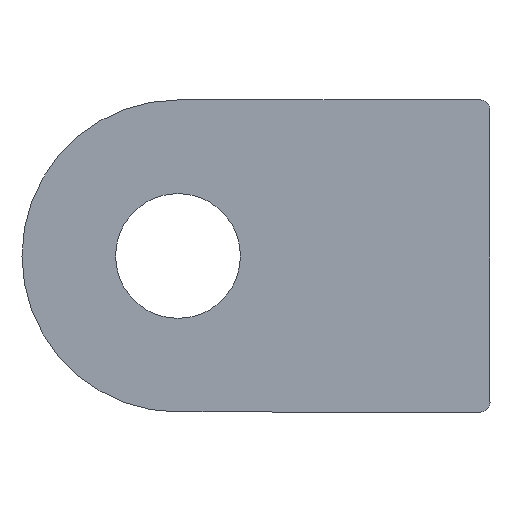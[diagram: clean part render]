
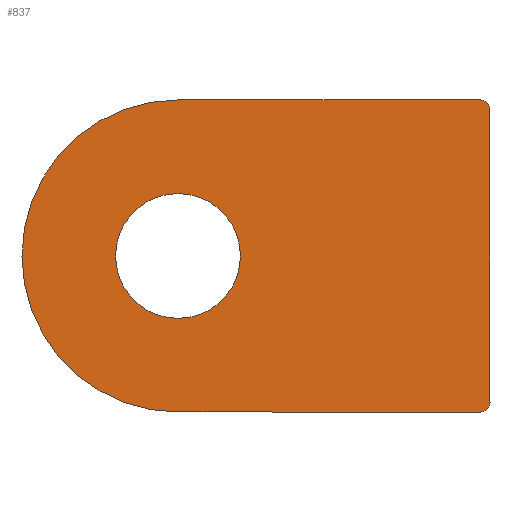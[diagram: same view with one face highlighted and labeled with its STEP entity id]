
A CAD part, front view. The second image highlights one B-rep face of the part: STEP entity #837.
In plain terms, the highlighted planar face has unit normal (0, -1, 0).
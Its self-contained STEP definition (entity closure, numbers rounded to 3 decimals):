
#22=FACE_BOUND('',#283,.T.);
#33=PLANE('',#959);
#99=LINE('',#1746,#146);
#100=LINE('',#1748,#147);
#101=LINE('',#1750,#148);
#146=VECTOR('',#1214,10.);
#147=VECTOR('',#1217,10.);
#148=VECTOR('',#1220,10.);
#226=FACE_OUTER_BOUND('',#282,.T.);
#282=EDGE_LOOP('',(#768,#769,#770,#771,#772,#773));
#283=EDGE_LOOP('',(#774));
#326=CIRCLE('',#920,1.6);
#336=CIRCLE('',#941,0.25);
#339=CIRCLE('',#946,0.25);
#343=CIRCLE('',#954,4.);
#397=VERTEX_POINT('',#1681);
#403=VERTEX_POINT('',#1714);
#404=VERTEX_POINT('',#1715);
#406=VERTEX_POINT('',#1724);
#407=VERTEX_POINT('',#1725);
#410=VERTEX_POINT('',#1740);
#411=VERTEX_POINT('',#1742);
#499=EDGE_CURVE('',#397,#397,#326,.T.);
#514=EDGE_CURVE('',#403,#404,#336,.T.);
#519=EDGE_CURVE('',#406,#407,#339,.T.);
#528=EDGE_CURVE('',#410,#411,#343,.T.);
#530=EDGE_CURVE('',#410,#407,#99,.T.);
#531=EDGE_CURVE('',#406,#404,#100,.T.);
#532=EDGE_CURVE('',#411,#403,#101,.T.);
#768=ORIENTED_EDGE('',*,*,#514,.F.);
#769=ORIENTED_EDGE('',*,*,#532,.F.);
#770=ORIENTED_EDGE('',*,*,#528,.F.);
#771=ORIENTED_EDGE('',*,*,#530,.T.);
#772=ORIENTED_EDGE('',*,*,#519,.F.);
#773=ORIENTED_EDGE('',*,*,#531,.T.);
#774=ORIENTED_EDGE('',*,*,#499,.F.);
#837=ADVANCED_FACE('',(#226,#22),#33,.F.);
#920=AXIS2_PLACEMENT_3D('',#1683,#1129,#1130);
#941=AXIS2_PLACEMENT_3D('',#1716,#1176,#1177);
#946=AXIS2_PLACEMENT_3D('',#1726,#1188,#1189);
#954=AXIS2_PLACEMENT_3D('',#1743,#1209,#1210);
#959=AXIS2_PLACEMENT_3D('',#1752,#1223,#1224);
#1129=DIRECTION('center_axis',(0.,-1.,0.));
#1130=DIRECTION('ref_axis',(1.,0.,0.));
#1176=DIRECTION('center_axis',(0.,1.,0.));
#1177=DIRECTION('ref_axis',(0.707,0.,0.707));
#1188=DIRECTION('center_axis',(0.,1.,0.));
#1189=DIRECTION('ref_axis',(0.707,0.,-0.707));
#1209=DIRECTION('center_axis',(0.,1.,0.));
#1210=DIRECTION('ref_axis',(1.,0.,0.));
#1214=DIRECTION('',(1.,0.,0.));
#1217=DIRECTION('',(0.,0.,1.));
#1220=DIRECTION('',(1.,0.,0.));
#1223=DIRECTION('center_axis',(0.,1.,0.));
#1224=DIRECTION('ref_axis',(1.,0.,0.));
#1681=CARTESIAN_POINT('',(-1.6,0.,0.));
#1683=CARTESIAN_POINT('Origin',(0.,0.,0.));
#1714=CARTESIAN_POINT('',(7.746,0.,4.));
#1715=CARTESIAN_POINT('',(7.996,0.,3.75));
#1716=CARTESIAN_POINT('Origin',(7.746,0.,3.75));
#1724=CARTESIAN_POINT('',(7.999,0.,-3.752));
#1725=CARTESIAN_POINT('',(7.749,0.,-4.002));
#1726=CARTESIAN_POINT('Origin',(7.749,0.,-3.752));
#1740=CARTESIAN_POINT('',(-0.001,0.,-4.));
#1742=CARTESIAN_POINT('',(-0.004,0.,4.));
#1743=CARTESIAN_POINT('Origin',(0.,0.,0.));
#1746=CARTESIAN_POINT('',(-0.001,0.,-4.));
#1748=CARTESIAN_POINT('',(7.999,0.,-4.002));
#1750=CARTESIAN_POINT('',(-0.004,0.,4.));
#1752=CARTESIAN_POINT('Origin',(5.882,0.,0.006));
